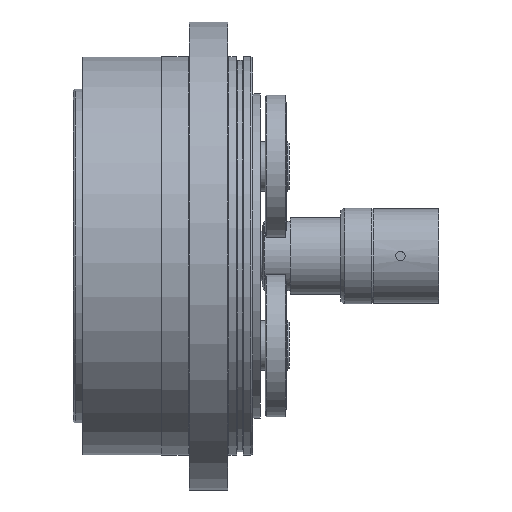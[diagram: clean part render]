
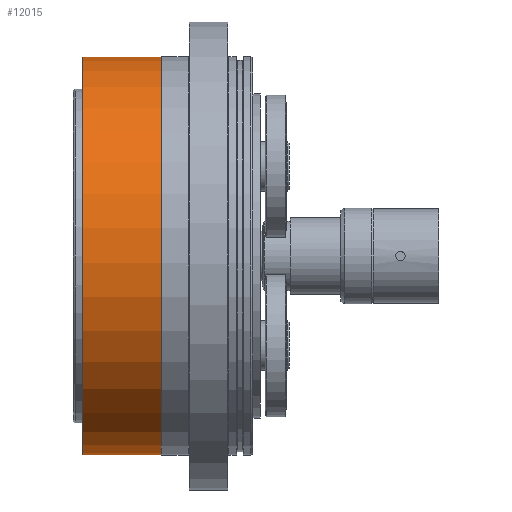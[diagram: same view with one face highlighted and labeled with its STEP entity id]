
A CAD part, front view. The second image highlights one B-rep face of the part: STEP entity #12015.
In plain terms, the highlighted cylindrical face has radius 103.75 mm (diameter 207.5 mm), a full revolution.
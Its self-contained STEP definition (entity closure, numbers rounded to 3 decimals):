
#389=CYLINDRICAL_SURFACE('',#13557,103.75);
#1530=FACE_OUTER_BOUND('',#2430,.T.);
#2430=EDGE_LOOP('',(#10332,#10333,#10334,#10335));
#3035=LINE('',#22502,#3554);
#3554=VECTOR('',#17124,103.75);
#4449=CIRCLE('',#13556,103.75);
#4450=CIRCLE('',#13558,103.75);
#5706=VERTEX_POINT('',#22497);
#5707=VERTEX_POINT('',#22500);
#7266=EDGE_CURVE('',#5706,#5706,#4449,.T.);
#7267=EDGE_CURVE('',#5707,#5707,#4450,.T.);
#7268=EDGE_CURVE('',#5707,#5706,#3035,.T.);
#10332=ORIENTED_EDGE('',*,*,#7267,.F.);
#10333=ORIENTED_EDGE('',*,*,#7268,.T.);
#10334=ORIENTED_EDGE('',*,*,#7266,.F.);
#10335=ORIENTED_EDGE('',*,*,#7268,.F.);
#12015=ADVANCED_FACE('',(#1530),#389,.T.);
#13556=AXIS2_PLACEMENT_3D('',#22498,#17118,#17119);
#13557=AXIS2_PLACEMENT_3D('',#22499,#17120,#17121);
#13558=AXIS2_PLACEMENT_3D('',#22501,#17122,#17123);
#17118=DIRECTION('center_axis',(1.,0.,0.));
#17119=DIRECTION('ref_axis',(0.,-0.951,0.309));
#17120=DIRECTION('center_axis',(-1.,0.,0.));
#17121=DIRECTION('ref_axis',(0.,-0.951,0.309));
#17122=DIRECTION('center_axis',(-1.,0.,0.));
#17123=DIRECTION('ref_axis',(0.,-0.951,0.309));
#17124=DIRECTION('',(1.,0.,0.));
#22497=CARTESIAN_POINT('',(46.,98.672,-32.061));
#22498=CARTESIAN_POINT('Origin',(46.,0.,0.));
#22499=CARTESIAN_POINT('Origin',(80.5,0.,0.));
#22500=CARTESIAN_POINT('',(5.,98.672,-32.061));
#22501=CARTESIAN_POINT('Origin',(5.,0.,0.));
#22502=CARTESIAN_POINT('',(80.5,98.672,-32.061));
